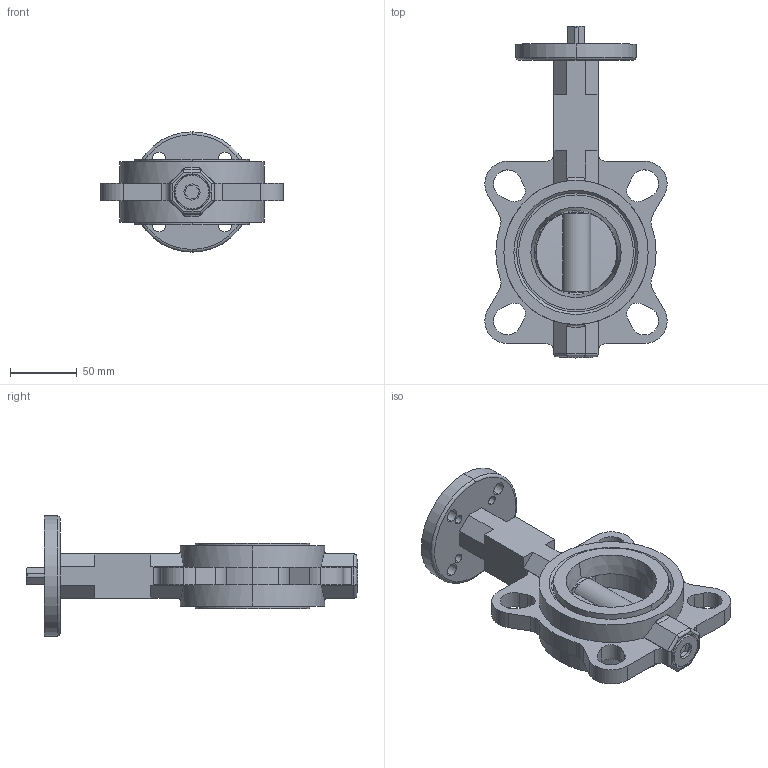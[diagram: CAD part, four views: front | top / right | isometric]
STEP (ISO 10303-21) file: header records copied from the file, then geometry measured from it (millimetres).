
FILE_DESCRIPTION (( 'STEP AP203' ), '1' );
FILE_NAME ('2302拸种豪瑩 蚾饜极DN65.STEP', '2024-08-16T00:35:26', ( '' ), ( '' ), 'SwSTEP 2.0', 'SolidWorks 2018', '' );
FILE_SCHEMA (( 'CONFIG_CONTROL_DESIGN' ));
Length unit declared in the file: millimetre
Products named in the file (12): DN65酗粣杶; DN65平垫圈; DN65 狟粣杶; circlips for shaft--type a large gb_GB_CONNECTING_PIECE_RING_RRA 14; DN65概釱; DN65躇猾菜え; 2302拸种豪瑩 蚾饜极DN65; DN65概粣; YH550-D65-01AZW(3)-00; 内六角螺塞; circlips for holes--type a gb_GB_CONNECTING_PIECE_RING_RRH 25; DN65概啣
Assembly tree (12 placements, depth 2):
  2302拸种豪瑩 蚾饜极DN65
    YH550-D65-01AZW(3)-00
    DN65概啣
    DN65概粣
    DN65概釱
    DN65 狟粣杶
    DN65躇猾菜え
    DN65平垫圈
    DN65酗粣杶  x2
    circlips for shaft--type a large gb_GB_CONNECTING_PIECE_RING_RRA 14
    circlips for holes--type a gb_GB_CONNECTING_PIECE_RING_RRH 25
    内六角螺塞
Bounding box: 136.53 x 248.5 x 90 mm (x, y, z)
Volume: 542507.8 mm3; surface area: 143507.9 mm2
Topology: 12 solids, 12 shells, 513 faces, 1340 edges, 863 vertices
Faces by surface type: cylinder 237, plane 177, cone 34, bspline 33, torus 32
Entity records: 20062 total; most frequent: CARTESIAN_POINT 6454, ORIENTED_EDGE 2632, DIRECTION 2565, EDGE_CURVE 1316, AXIS2_PLACEMENT_3D 1002, VERTEX_POINT 851, EDGE_LOOP 573, VECTOR 561
